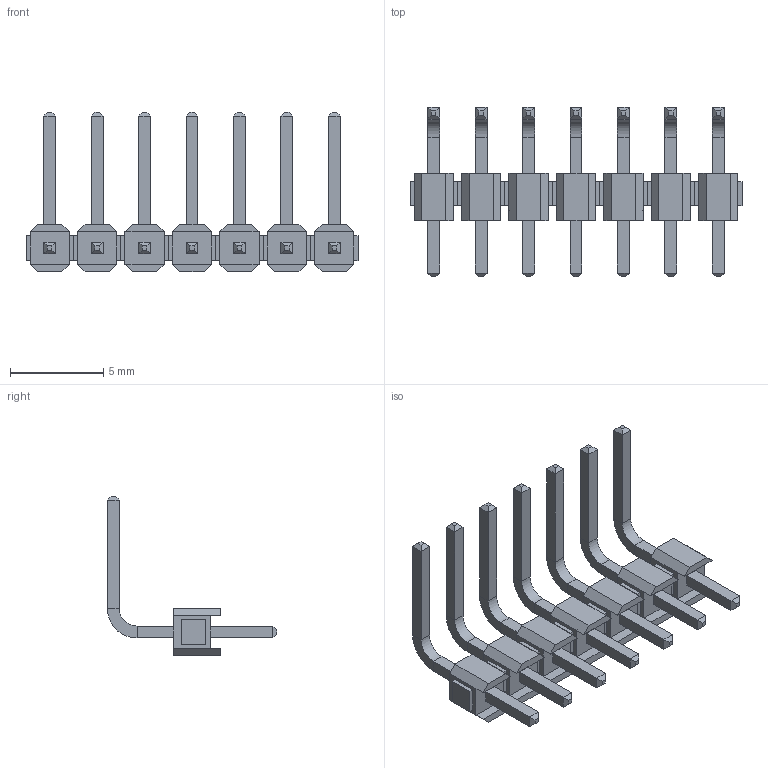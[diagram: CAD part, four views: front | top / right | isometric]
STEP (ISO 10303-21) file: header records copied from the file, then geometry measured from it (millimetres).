
FILE_DESCRIPTION (( 'STEP AP214' ), '1' );
FILE_NAME ('PLSR-07.STEP', '2019-06-28T12:21:14', ( '' ), ( '' ), 'SwSTEP 2.0', 'SolidWorks 2018', '' );
FILE_SCHEMA (( 'AUTOMOTIVE_DESIGN' ));
Length unit declared in the file: millimetre
Products named in the file (1): PLSR-07
Bounding box: 17.78 x 9.07 x 8.54 mm (x, y, z)
Volume: 118.8 mm3; surface area: 479.6 mm2
Topology: 14 solids, 14 shells, 357 faces, 784 edges, 476 vertices
Faces by surface type: plane 343, cylinder 14
Entity records: 13504 total; most frequent: CARTESIAN_POINT 1618, ORIENTED_EDGE 1568, DIRECTION 1528, EDGE_CURVE 784, VECTOR 756, LINE 756, VERTEX_POINT 476, AXIS2_PLACEMENT_3D 386
